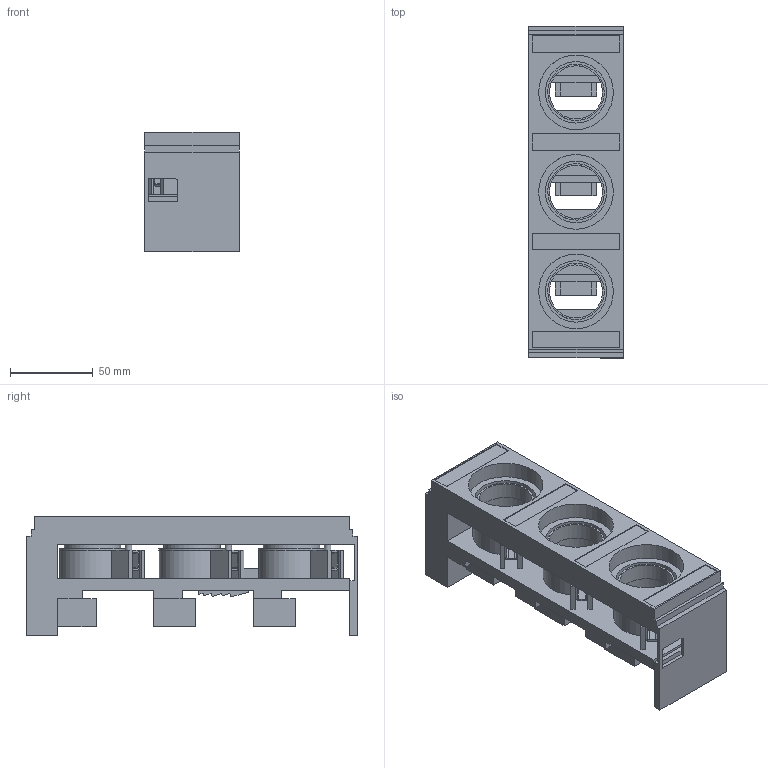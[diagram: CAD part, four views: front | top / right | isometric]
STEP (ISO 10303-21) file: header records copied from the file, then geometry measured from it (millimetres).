
FILE_DESCRIPTION(/* description */ (''),/* implementation_level */ '2;1');
FILE_NAME(/* name */ '5SF6220_3D_v_1.stp',/* time_stamp */ '2023-03-23T11:58:19+01:00',/* author */ (''),/* organization */ (''),/* preprocessor_version */ 'ST-DEVELOPER v18.101',/* originating_system */ 'SIEMENS PLM Software NX 2008',/* authorisation */ '');
FILE_SCHEMA (('AUTOMOTIVE_DESIGN { 1 0 10303 214 3 1 1 1 }'));
Length unit declared in the file: millimetre
Products named in the file (1): 5SF6220_3D_v
Bounding box: 57 x 200 x 72 mm (x, y, z)
Volume: 258407.6 mm3; surface area: 109983.1 mm2
Topology: 1 solids, 1 shells, 304 faces, 817 edges, 534 vertices
Faces by surface type: plane 249, cylinder 55
Full cylindrical faces by diameter (mm): 4 x6, 32 x3, 34 x3, 35 x3, 37 x3, 40 x3, 45 x3
Entity records: 9440 total; most frequent: CARTESIAN_POINT 1614, ORIENTED_EDGE 1568, DIRECTION 1537, EDGE_CURVE 784, LINE 641, VECTOR 641, VERTEX_POINT 525, AXIS2_PLACEMENT_3D 448
